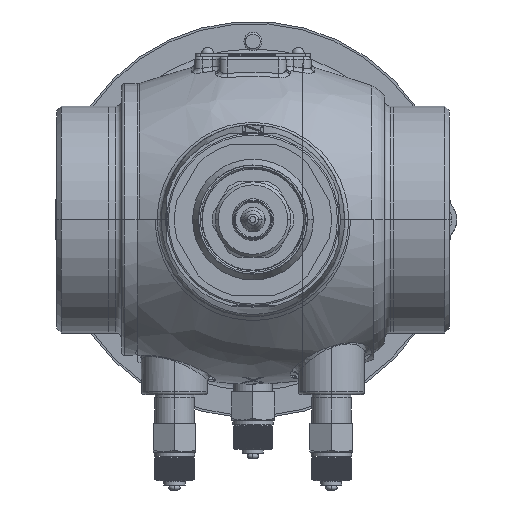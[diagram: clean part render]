
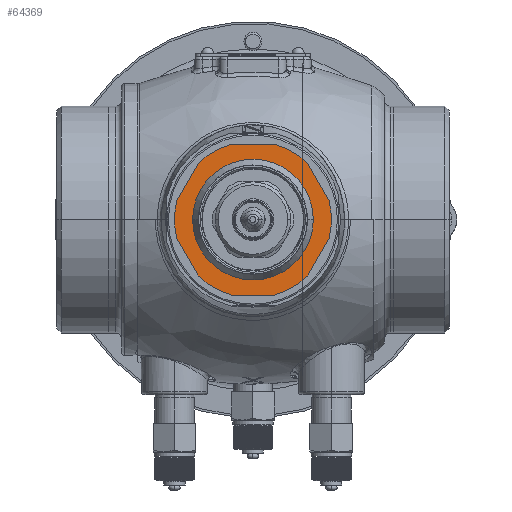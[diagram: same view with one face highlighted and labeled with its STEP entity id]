
A CAD part, front view. The second image highlights one B-rep face of the part: STEP entity #64369.
In plain terms, the highlighted face is planar.
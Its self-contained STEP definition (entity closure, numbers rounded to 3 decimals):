
#63670=CARTESIAN_POINT('',(0.,15.,0.));
#63671=DIRECTION('',(0.,1.,0.));
#63672=DIRECTION('',(0.97,0.,0.243));
#63673=AXIS2_PLACEMENT_3D('',#63670,#63671,#63672);
#63685=CARTESIAN_POINT('',(0.,15.,0.));
#63686=DIRECTION('',(0.,1.,0.));
#63687=DIRECTION('',(-0.97,0.,-0.243));
#63688=AXIS2_PLACEMENT_3D('',#63685,#63686,#63687);
#63698=CARTESIAN_POINT('',(0.,15.,0.));
#63699=DIRECTION('',(0.,-1.,0.));
#63700=DIRECTION('',(-1.,0.,0.));
#63701=AXIS2_PLACEMENT_3D('',#63698,#63699,#63700);
#63703=CARTESIAN_POINT('',(0.,15.,0.));
#63704=DIRECTION('',(0.,-1.,0.));
#63705=DIRECTION('',(1.,0.,0.));
#63706=AXIS2_PLACEMENT_3D('',#63703,#63704,#63705);
#63708=DIRECTION('',(0.5,0.,-0.866));
#63709=VECTOR('',#63708,14.283);
#63710=CARTESIAN_POINT('',(18.08,15.,18.685));
#63711=LINE('',#63710,#63709);
#63712=CARTESIAN_POINT('',(0.,15.,0.));
#63713=DIRECTION('',(0.,-1.,0.));
#63714=DIRECTION('',(0.695,0.,0.719));
#63715=AXIS2_PLACEMENT_3D('',#63712,#63713,#63714);
#63717=DIRECTION('',(1.,0.,0.));
#63718=VECTOR('',#63717,14.283);
#63719=CARTESIAN_POINT('',(-7.141,15.,25.));
#63720=LINE('',#63719,#63718);
#63721=CARTESIAN_POINT('',(0.,15.,0.));
#63722=DIRECTION('',(0.,-1.,0.));
#63723=DIRECTION('',(-0.275,0.,0.962));
#63724=AXIS2_PLACEMENT_3D('',#63721,#63722,#63723);
#63726=DIRECTION('',(0.5,0.,0.866));
#63727=VECTOR('',#63726,14.283);
#63728=CARTESIAN_POINT('',(-25.221,15.,6.315));
#63729=LINE('',#63728,#63727);
#63730=DIRECTION('',(-0.5,0.,0.866));
#63731=VECTOR('',#63730,14.283);
#63732=CARTESIAN_POINT('',(-18.08,15.,-18.685));
#63733=LINE('',#63732,#63731);
#63734=CARTESIAN_POINT('',(0.,15.,0.));
#63735=DIRECTION('',(0.,-1.,0.));
#63736=DIRECTION('',(-0.695,0.,-0.719));
#63737=AXIS2_PLACEMENT_3D('',#63734,#63735,#63736);
#63739=DIRECTION('',(-1.,0.,0.));
#63740=VECTOR('',#63739,14.283);
#63741=CARTESIAN_POINT('',(7.141,15.,-25.));
#63742=LINE('',#63741,#63740);
#63743=CARTESIAN_POINT('',(0.,15.,0.));
#63744=DIRECTION('',(0.,-1.,0.));
#63745=DIRECTION('',(0.275,0.,-0.962));
#63746=AXIS2_PLACEMENT_3D('',#63743,#63744,#63745);
#63748=DIRECTION('',(-0.5,0.,-0.866));
#63749=VECTOR('',#63748,14.283);
#63750=CARTESIAN_POINT('',(25.221,15.,-6.315));
#63751=LINE('',#63750,#63749);
#64012=CARTESIAN_POINT('',(18.08,15.,18.685));
#64013=CARTESIAN_POINT('',(7.141,15.,25.));
#64014=VERTEX_POINT('',#64012);
#64015=VERTEX_POINT('',#64013);
#64016=CARTESIAN_POINT('',(-7.141,15.,25.));
#64017=CARTESIAN_POINT('',(-18.08,15.,18.685));
#64018=VERTEX_POINT('',#64016);
#64019=VERTEX_POINT('',#64017);
#64020=CARTESIAN_POINT('',(-18.08,15.,-18.685));
#64021=CARTESIAN_POINT('',(-7.141,15.,-25.));
#64022=VERTEX_POINT('',#64020);
#64023=VERTEX_POINT('',#64021);
#64024=CARTESIAN_POINT('',(7.141,15.,-25.));
#64025=CARTESIAN_POINT('',(18.08,15.,-18.685));
#64026=VERTEX_POINT('',#64024);
#64027=VERTEX_POINT('',#64025);
#64028=CARTESIAN_POINT('',(25.221,15.,6.315));
#64030=VERTEX_POINT('',#64028);
#64032=CARTESIAN_POINT('',(-25.221,15.,6.315));
#64034=VERTEX_POINT('',#64032);
#64036=CARTESIAN_POINT('',(-25.221,15.,-6.315));
#64038=VERTEX_POINT('',#64036);
#64040=CARTESIAN_POINT('',(25.221,15.,-6.315));
#64042=VERTEX_POINT('',#64040);
#64076=CARTESIAN_POINT('',(20.,15.,0.));
#64078=VERTEX_POINT('',#64076);
#64080=CARTESIAN_POINT('',(-20.,15.,0.));
#64082=VERTEX_POINT('',#64080);
#64339=CARTESIAN_POINT('',(0.,15.,0.));
#64340=DIRECTION('',(0.,-1.,0.));
#64341=DIRECTION('',(-1.,0.,0.));
#64342=AXIS2_PLACEMENT_3D('',#64339,#64340,#64341);
#64343=PLANE('',#64342);
#64344=ORIENTED_EDGE('',*,*,#64271,.F.);
#64346=ORIENTED_EDGE('',*,*,#64345,.F.);
#64347=ORIENTED_EDGE('',*,*,#64289,.T.);
#64349=ORIENTED_EDGE('',*,*,#64348,.F.);
#64350=ORIENTED_EDGE('',*,*,#64304,.T.);
#64352=ORIENTED_EDGE('',*,*,#64351,.F.);
#64353=ORIENTED_EDGE('',*,*,#64319,.F.);
#64355=ORIENTED_EDGE('',*,*,#64354,.F.);
#64356=ORIENTED_EDGE('',*,*,#64259,.T.);
#64358=ORIENTED_EDGE('',*,*,#64357,.F.);
#64359=ORIENTED_EDGE('',*,*,#64244,.T.);
#64360=ORIENTED_EDGE('',*,*,#64334,.F.);
#64361=EDGE_LOOP('',(#64344,#64346,#64347,#64349,#64350,#64352,#64353,#64355,
#64356,#64358,#64359,#64360));
#64362=FACE_OUTER_BOUND('',#64361,.F.);
#64364=ORIENTED_EDGE('',*,*,#64363,.F.);
#64366=ORIENTED_EDGE('',*,*,#64365,.F.);
#64367=EDGE_LOOP('',(#64364,#64366));
#64368=FACE_BOUND('',#64367,.F.);
#64369=ADVANCED_FACE('',(#64362,#64368),#64343,.F.);
#63674=CIRCLE('',#63673,26.);
#63689=CIRCLE('',#63688,26.);
#63702=CIRCLE('',#63701,20.);
#63707=CIRCLE('',#63706,20.);
#63716=CIRCLE('',#63715,26.);
#63725=CIRCLE('',#63724,26.);
#63738=CIRCLE('',#63737,26.);
#63747=CIRCLE('',#63746,26.);
#64244=EDGE_CURVE('',#64026,#64027,#63747,.T.);
#64259=EDGE_CURVE('',#64022,#64023,#63738,.T.);
#64271=EDGE_CURVE('',#64030,#64042,#63674,.T.);
#64289=EDGE_CURVE('',#64014,#64015,#63716,.T.);
#64304=EDGE_CURVE('',#64018,#64019,#63725,.T.);
#64319=EDGE_CURVE('',#64038,#64034,#63689,.T.);
#64334=EDGE_CURVE('',#64042,#64027,#63751,.T.);
#64345=EDGE_CURVE('',#64014,#64030,#63711,.T.);
#64348=EDGE_CURVE('',#64018,#64015,#63720,.T.);
#64351=EDGE_CURVE('',#64034,#64019,#63729,.T.);
#64354=EDGE_CURVE('',#64022,#64038,#63733,.T.);
#64357=EDGE_CURVE('',#64026,#64023,#63742,.T.);
#64363=EDGE_CURVE('',#64082,#64078,#63702,.T.);
#64365=EDGE_CURVE('',#64078,#64082,#63707,.T.);
